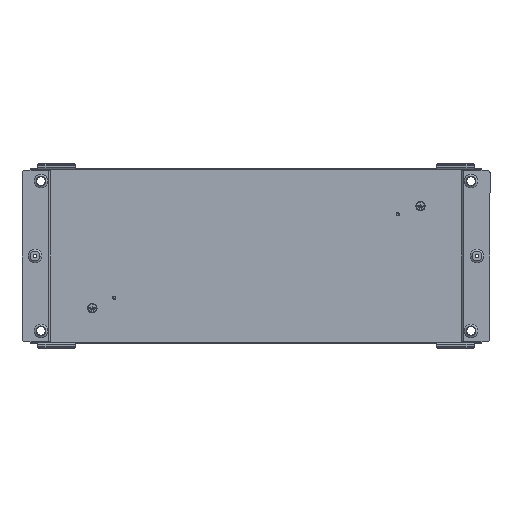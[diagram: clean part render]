
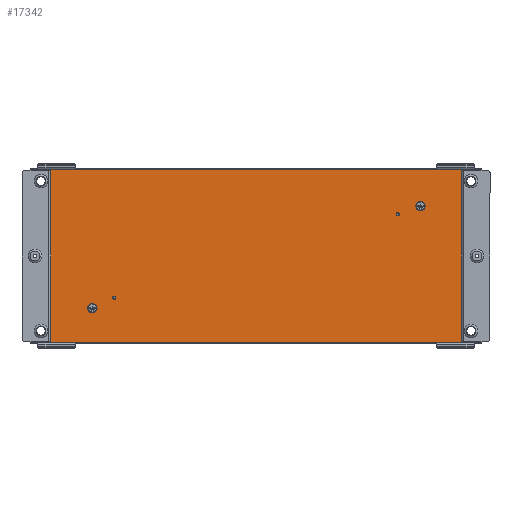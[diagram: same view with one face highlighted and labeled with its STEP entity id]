
A CAD part, front view. The second image highlights one B-rep face of the part: STEP entity #17342.
In plain terms, the highlighted planar face has unit normal (0, -1, 0).
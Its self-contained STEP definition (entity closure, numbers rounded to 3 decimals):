
#122 = VERTEX_POINT ( 'NONE', #14230 ) ;
#2177 = EDGE_CURVE ( 'NONE', #122, #50009, #3293, .T. ) ;
#3019 = CARTESIAN_POINT ( 'NONE',  ( -438.75, -1.5, -184. ) ) ;
#3293 = LINE ( 'NONE', #11362, #15922 ) ;
#4434 = ORIENTED_EDGE ( 'NONE', *, *, #5648, .F. ) ;
#5648 = EDGE_CURVE ( 'NONE', #11727, #122, #39805, .T. ) ;
#5781 = VECTOR ( 'NONE', #48147, 1000. ) ;
#10137 = CARTESIAN_POINT ( 'NONE',  ( -438.75, -1.5, -187. ) ) ;
#11362 = CARTESIAN_POINT ( 'NONE',  ( 438.75, -1.5, -184. ) ) ;
#11727 = VERTEX_POINT ( 'NONE', #21801 ) ;
#14230 = CARTESIAN_POINT ( 'NONE',  ( 438.75, -1.5, -184. ) ) ;
#14241 = EDGE_CURVE ( 'NONE', #50009, #41471, #33904, .T. ) ;
#14350 = VECTOR ( 'NONE', #25817, 1000. ) ;
#14637 = EDGE_CURVE ( 'NONE', #41471, #11727, #32086, .T. ) ;
#15922 = VECTOR ( 'NONE', #26758, 1000. ) ;
#16351 = ORIENTED_EDGE ( 'NONE', *, *, #14241, .F. ) ;
#16736 = PLANE ( 'NONE',  #26803 ) ;
#17342 = ADVANCED_FACE ( 'NONE', ( #35920 ), #16736, .T. ) ;
#17418 = CARTESIAN_POINT ( 'NONE',  ( -438.75, -1.5, 184. ) ) ;
#21321 = ORIENTED_EDGE ( 'NONE', *, *, #2177, .F. ) ;
#21801 = CARTESIAN_POINT ( 'NONE',  ( 438.75, -1.5, 184. ) ) ;
#23931 = ORIENTED_EDGE ( 'NONE', *, *, #14637, .F. ) ;
#25817 = DIRECTION ( 'NONE',  ( 0., 0., 1. ) ) ;
#26758 = DIRECTION ( 'NONE',  ( -1., 0., 0. ) ) ;
#26803 = AXIS2_PLACEMENT_3D ( 'NONE', #32151, #47590, #32635 ) ;
#29388 = EDGE_LOOP ( 'NONE', ( #16351, #21321, #4434, #23931 ) ) ;
#32086 = LINE ( 'NONE', #17418, #39363 ) ;
#32151 = CARTESIAN_POINT ( 'NONE',  ( 0., -1.5, 0. ) ) ;
#32635 = DIRECTION ( 'NONE',  ( 0., 0., -1. ) ) ;
#33904 = LINE ( 'NONE', #10137, #14350 ) ;
#35920 = FACE_OUTER_BOUND ( 'NONE', #29388, .T. ) ;
#36264 = CARTESIAN_POINT ( 'NONE',  ( 438.75, -1.5, 187. ) ) ;
#39363 = VECTOR ( 'NONE', #39911, 1000. ) ;
#39805 = LINE ( 'NONE', #36264, #5781 ) ;
#39911 = DIRECTION ( 'NONE',  ( 1., 0., 0. ) ) ;
#41471 = VERTEX_POINT ( 'NONE', #42821 ) ;
#42821 = CARTESIAN_POINT ( 'NONE',  ( -438.75, -1.5, 184. ) ) ;
#47590 = DIRECTION ( 'NONE',  ( 0., -1., 0. ) ) ;
#48147 = DIRECTION ( 'NONE',  ( 0., 0., -1. ) ) ;
#50009 = VERTEX_POINT ( 'NONE', #3019 ) ;
